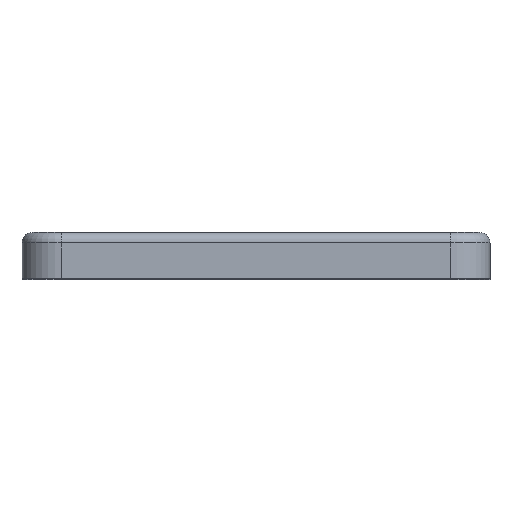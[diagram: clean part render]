
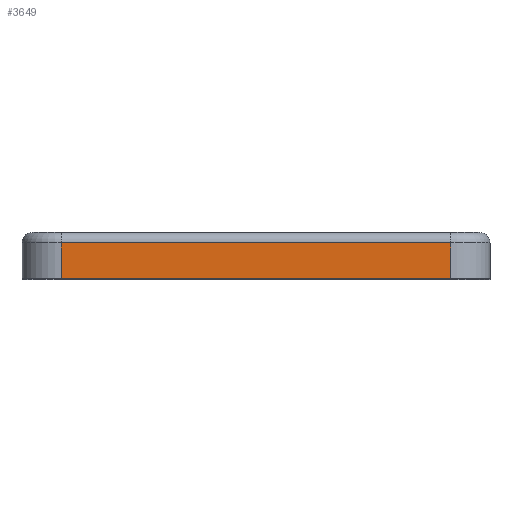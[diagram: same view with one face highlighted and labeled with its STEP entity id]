
A CAD part, top view. The second image highlights one B-rep face of the part: STEP entity #3649.
In plain terms, the highlighted planar face has unit normal (0, 0, 1).
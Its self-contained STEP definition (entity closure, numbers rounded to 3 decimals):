
#132 = DIRECTION ( 'NONE',  ( -1., 0., 0. ) ) ;
#283 = VECTOR ( 'NONE', #1110, 1000. ) ;
#323 = CARTESIAN_POINT ( 'NONE',  ( 14.8, 0., 24.8 ) ) ;
#369 = CARTESIAN_POINT ( 'NONE',  ( 14.8, -0.5, 24.8 ) ) ;
#411 = EDGE_CURVE ( 'NONE', #1643, #567, #3414, .T. ) ;
#442 = LINE ( 'NONE', #1086, #283 ) ;
#479 = AXIS2_PLACEMENT_3D ( 'NONE', #323, #1862, #1502 ) ;
#493 = CARTESIAN_POINT ( 'NONE',  ( -14.8, -0.5, 24.8 ) ) ;
#567 = VERTEX_POINT ( 'NONE', #3663 ) ;
#739 = EDGE_CURVE ( 'NONE', #1115, #2610, #442, .T. ) ;
#827 = CARTESIAN_POINT ( 'NONE',  ( 14.8, -0.5, 24.8 ) ) ;
#861 = VECTOR ( 'NONE', #2593, 1000. ) ;
#902 = PLANE ( 'NONE',  #479 ) ;
#1086 = CARTESIAN_POINT ( 'NONE',  ( -14.8, 0., 24.8 ) ) ;
#1110 = DIRECTION ( 'NONE',  ( 0., -1., 0. ) ) ;
#1115 = VERTEX_POINT ( 'NONE', #493 ) ;
#1140 = DIRECTION ( 'NONE',  ( -1., 0., 0. ) ) ;
#1195 = EDGE_CURVE ( 'NONE', #1643, #1115, #3749, .T. ) ;
#1353 = VECTOR ( 'NONE', #132, 1000. ) ;
#1452 = ORIENTED_EDGE ( 'NONE', *, *, #411, .F. ) ;
#1502 = DIRECTION ( 'NONE',  ( -1., 0., 0. ) ) ;
#1643 = VERTEX_POINT ( 'NONE', #369 ) ;
#1706 = CARTESIAN_POINT ( 'NONE',  ( 14.8, 0., 24.8 ) ) ;
#1862 = DIRECTION ( 'NONE',  ( 0., 0., 1. ) ) ;
#1879 = FACE_OUTER_BOUND ( 'NONE', #3326, .T. ) ;
#1922 = ORIENTED_EDGE ( 'NONE', *, *, #739, .T. ) ;
#2249 = CARTESIAN_POINT ( 'NONE',  ( -14.8, -3.2, 24.8 ) ) ;
#2373 = ORIENTED_EDGE ( 'NONE', *, *, #3428, .F. ) ;
#2549 = ORIENTED_EDGE ( 'NONE', *, *, #1195, .T. ) ;
#2593 = DIRECTION ( 'NONE',  ( 0., -1., 0. ) ) ;
#2610 = VERTEX_POINT ( 'NONE', #2249 ) ;
#2800 = LINE ( 'NONE', #3373, #1353 ) ;
#2824 = VECTOR ( 'NONE', #1140, 1000. ) ;
#3326 = EDGE_LOOP ( 'NONE', ( #2373, #1452, #2549, #1922 ) ) ;
#3373 = CARTESIAN_POINT ( 'NONE',  ( 14.8, -3.2, 24.8 ) ) ;
#3414 = LINE ( 'NONE', #1706, #861 ) ;
#3428 = EDGE_CURVE ( 'NONE', #567, #2610, #2800, .T. ) ;
#3649 = ADVANCED_FACE ( 'NONE', ( #1879 ), #902, .T. ) ;
#3663 = CARTESIAN_POINT ( 'NONE',  ( 14.8, -3.2, 24.8 ) ) ;
#3749 = LINE ( 'NONE', #827, #2824 ) ;
